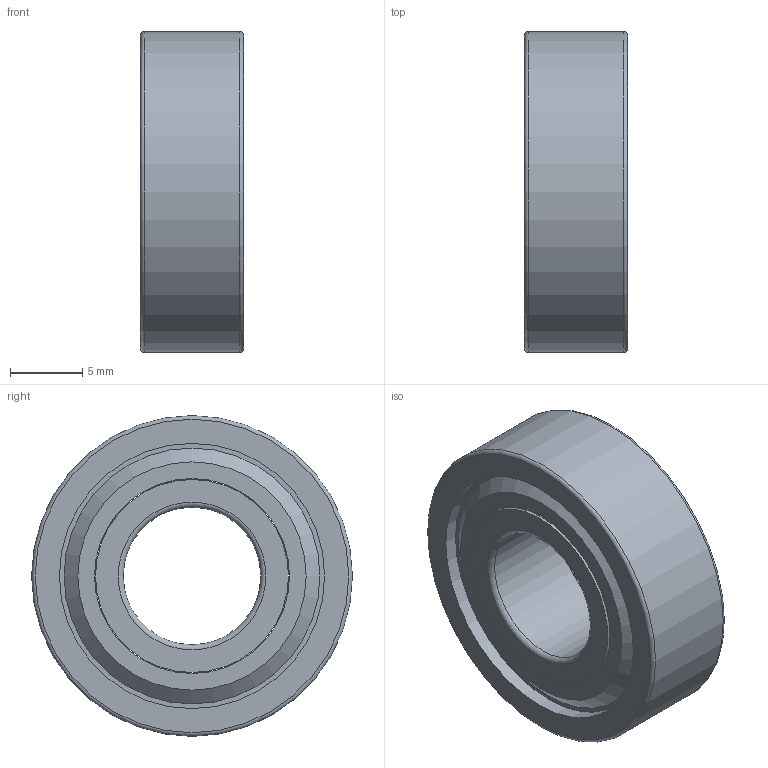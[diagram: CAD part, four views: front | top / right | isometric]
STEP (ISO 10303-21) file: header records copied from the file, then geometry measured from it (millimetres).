
FILE_DESCRIPTION(/* description */ (''),/* implementation_level */ '2;1');
FILE_NAME(/* name */ 'DBK_R6ZZBearing_am-0516.ipt.step',/* time_stamp */ '2014-01-07T10:56:12-08:00',/* author */ ('Autodesk Inc.'),/* organization */ ('Autodesk Inc.'),/* preprocessor_version */ 'ST-DEVELOPER v15.2',/* originating_system */ 'Autodesk Inventor 2014',/* authorisation */ '');
FILE_SCHEMA (('AUTOMOTIVE_DESIGN { 1 0 10303 214 3 1 1 }'));
Length unit declared in the file: inch
Products named in the file (1): DBK_R6ZZBearing_am-0516
Bounding box: 7.14 x 22.23 x 22.23 mm (x, y, z)
Volume: 1801.1 mm3; surface area: 3032.9 mm2
Topology: 3 solids, 3 shells, 50 faces, 133 edges, 99 vertices
Faces by surface type: sphere 18, cylinder 12, plane 12, torus 6, cone 2
Full cylindrical faces by diameter (mm): 9.525 x1, 13.377 x2, 13.511 x2, 14.804 x1, 16.946 x1, 18.373 x4, 22.225 x1
Entity records: 1813 total; most frequent: CARTESIAN_POINT 891, DIRECTION 166, ORIENTED_EDGE 136, EDGE_LOOP 100, AXIS2_PLACEMENT_3D 83, VERTEX_POINT 68, EDGE_CURVE 68, FACE_BOUND 54
